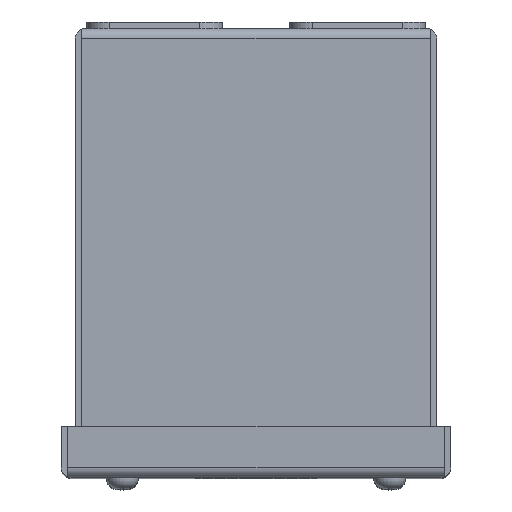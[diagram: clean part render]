
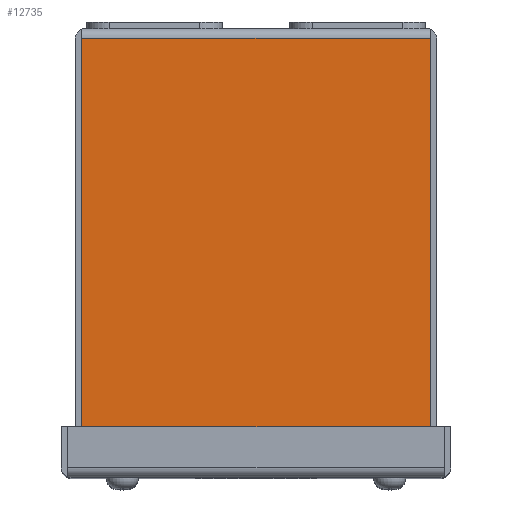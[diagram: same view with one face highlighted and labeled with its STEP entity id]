
A CAD part, top view. The second image highlights one B-rep face of the part: STEP entity #12735.
In plain terms, the highlighted planar face has unit normal (0, 0, 1).
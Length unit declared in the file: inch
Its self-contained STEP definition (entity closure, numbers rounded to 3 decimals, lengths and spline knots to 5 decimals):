
#1735 = ORIENTED_EDGE ( 'NONE', *, *, #14941, .F. ) ;
#1740 = VERTEX_POINT ( 'NONE', #5949 ) ;
#1757 = LINE ( 'NONE', #10840, #8339 ) ;
#2434 = CARTESIAN_POINT ( 'NONE',  ( 1.92721, -0.108, 3. ) ) ;
#2777 = EDGE_CURVE ( 'NONE', #21511, #18900, #2986, .T. ) ;
#2870 = DIRECTION ( 'NONE',  ( 0., -1., 0. ) ) ;
#2986 = LINE ( 'NONE', #20797, #17000 ) ;
#4659 = CARTESIAN_POINT ( 'NONE',  ( -1.892, -0.108, 3. ) ) ;
#5050 = EDGE_CURVE ( 'NONE', #18900, #18015, #12068, .T. ) ;
#5400 = VECTOR ( 'NONE', #10153, 39.37008 ) ;
#5949 = CARTESIAN_POINT ( 'NONE',  ( -1.92721, -0.108, 3. ) ) ;
#7415 = EDGE_CURVE ( 'NONE', #1740, #18015, #1757, .T. ) ;
#8028 = CARTESIAN_POINT ( 'NONE',  ( 13.406, 0., 3. ) ) ;
#8339 = VECTOR ( 'NONE', #16335, 39.37008 ) ;
#9329 = CARTESIAN_POINT ( 'NONE',  ( -1.92721, -4.642, 3. ) ) ;
#9928 = LINE ( 'NONE', #4659, #5400 ) ;
#10153 = DIRECTION ( 'NONE',  ( 1., 0., 0. ) ) ;
#10840 = CARTESIAN_POINT ( 'NONE',  ( -1.92721, 39.37008, 3. ) ) ;
#11724 = DIRECTION ( 'NONE',  ( -1., 0., 0. ) ) ;
#12068 = LINE ( 'NONE', #14094, #14493 ) ;
#12084 = ORIENTED_EDGE ( 'NONE', *, *, #7415, .T. ) ;
#12190 = DIRECTION ( 'NONE',  ( -1., 0., 0. ) ) ;
#12735 = ADVANCED_FACE ( 'NONE', ( #17580 ), #22600, .F. ) ;
#13583 = ORIENTED_EDGE ( 'NONE', *, *, #5050, .F. ) ;
#14094 = CARTESIAN_POINT ( 'NONE',  ( 13.406, -4.642, 3. ) ) ;
#14493 = VECTOR ( 'NONE', #12190, 39.37008 ) ;
#14547 = AXIS2_PLACEMENT_3D ( 'NONE', #8028, #17230, #11724 ) ;
#14941 = EDGE_CURVE ( 'NONE', #1740, #21511, #9928, .T. ) ;
#15336 = ORIENTED_EDGE ( 'NONE', *, *, #2777, .F. ) ;
#16335 = DIRECTION ( 'NONE',  ( 0., -1., 0. ) ) ;
#17000 = VECTOR ( 'NONE', #2870, 39.37008 ) ;
#17230 = DIRECTION ( 'NONE',  ( 0., 0., -1. ) ) ;
#17580 = FACE_OUTER_BOUND ( 'NONE', #22561, .T. ) ;
#18015 = VERTEX_POINT ( 'NONE', #9329 ) ;
#18900 = VERTEX_POINT ( 'NONE', #20589 ) ;
#20589 = CARTESIAN_POINT ( 'NONE',  ( 1.92721, -4.642, 3. ) ) ;
#20797 = CARTESIAN_POINT ( 'NONE',  ( 1.92721, 39.37008, 3. ) ) ;
#21511 = VERTEX_POINT ( 'NONE', #2434 ) ;
#22561 = EDGE_LOOP ( 'NONE', ( #13583, #15336, #1735, #12084 ) ) ;
#22600 = PLANE ( 'NONE',  #14547 ) ;
